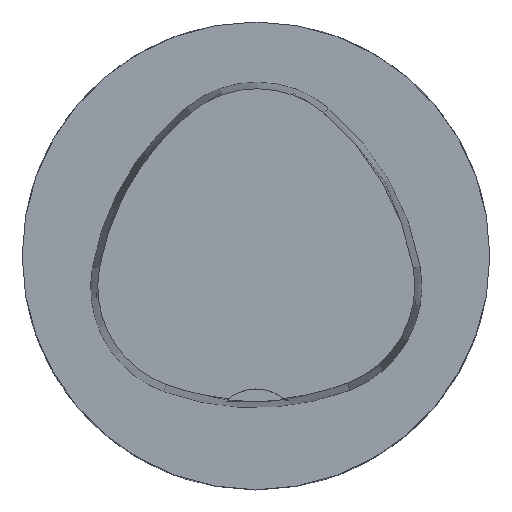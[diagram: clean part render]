
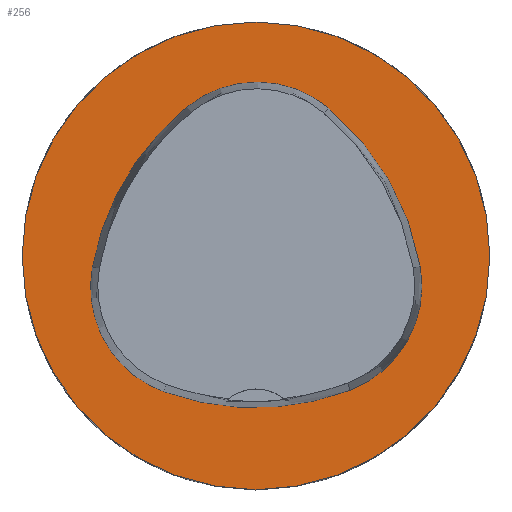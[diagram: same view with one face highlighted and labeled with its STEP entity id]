
A CAD part, top view. The second image highlights one B-rep face of the part: STEP entity #256.
In plain terms, the highlighted planar face has unit normal (0, 0, 1).
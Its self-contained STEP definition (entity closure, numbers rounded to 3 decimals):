
#224=FACE_BOUND('',#367,.T.);
#225=FACE_BOUND('',#368,.T.);
#256=ADVANCED_FACE('',(#224,#225),#277,.T.);
#277=PLANE('',#855);
#367=EDGE_LOOP('',(#478,#479,#480,#481,#482,#483));
#368=EDGE_LOOP('',(#484));
#478=ORIENTED_EDGE('',*,*,#636,.T.);
#479=ORIENTED_EDGE('',*,*,#616,.T.);
#480=ORIENTED_EDGE('',*,*,#620,.T.);
#481=ORIENTED_EDGE('',*,*,#623,.T.);
#482=ORIENTED_EDGE('',*,*,#626,.T.);
#483=ORIENTED_EDGE('',*,*,#634,.T.);
#484=ORIENTED_EDGE('',*,*,#607,.F.);
#552=VERTEX_POINT('',#1197);
#561=VERTEX_POINT('',#1216);
#562=VERTEX_POINT('',#1217);
#565=VERTEX_POINT('',#1225);
#567=VERTEX_POINT('',#1231);
#569=VERTEX_POINT('',#1237);
#576=VERTEX_POINT('',#1258);
#607=EDGE_CURVE('',#552,#552,#669,.T.);
#616=EDGE_CURVE('',#561,#562,#670,.T.);
#620=EDGE_CURVE('',#562,#565,#672,.T.);
#623=EDGE_CURVE('',#565,#567,#674,.T.);
#626=EDGE_CURVE('',#567,#569,#676,.T.);
#634=EDGE_CURVE('',#569,#576,#680,.T.);
#636=EDGE_CURVE('',#576,#561,#682,.T.);
#669=CIRCLE('',#827,31.5);
#670=CIRCLE('',#833,36.);
#672=CIRCLE('',#836,15.);
#674=CIRCLE('',#839,36.);
#676=CIRCLE('',#842,15.);
#680=CIRCLE('',#847,36.);
#682=CIRCLE('',#850,15.);
#827=AXIS2_PLACEMENT_3D('',#1196,#987,#988);
#833=AXIS2_PLACEMENT_3D('',#1215,#1003,#1004);
#836=AXIS2_PLACEMENT_3D('',#1224,#1011,#1012);
#839=AXIS2_PLACEMENT_3D('',#1230,#1018,#1019);
#842=AXIS2_PLACEMENT_3D('',#1236,#1025,#1026);
#847=AXIS2_PLACEMENT_3D('',#1259,#1037,#1038);
#850=AXIS2_PLACEMENT_3D('',#1262,#1043,#1044);
#855=AXIS2_PLACEMENT_3D('',#1267,#1053,#1054);
#987=DIRECTION('',(0.,0.,-1.));
#988=DIRECTION('',(-1.,0.,0.));
#1003=DIRECTION('',(0.,0.,-1.));
#1004=DIRECTION('',(-1.,0.,0.));
#1011=DIRECTION('',(0.,0.,-1.));
#1012=DIRECTION('',(-1.,0.,0.));
#1018=DIRECTION('',(0.,0.,-1.));
#1019=DIRECTION('',(-1.,0.,0.));
#1025=DIRECTION('',(0.,0.,-1.));
#1026=DIRECTION('',(-1.,0.,0.));
#1037=DIRECTION('',(0.,0.,-1.));
#1038=DIRECTION('',(-1.,0.,0.));
#1043=DIRECTION('',(0.,0.,-1.));
#1044=DIRECTION('',(-1.,0.,0.));
#1053=DIRECTION('',(0.,0.,1.));
#1054=DIRECTION('',(1.,0.,0.));
#1196=CARTESIAN_POINT('',(0.,0.,0.));
#1197=CARTESIAN_POINT('',(-31.5,0.,0.));
#1215=CARTESIAN_POINT('',(13.398,-7.893,0.));
#1216=CARTESIAN_POINT('',(-22.041,-1.562,0.));
#1217=CARTESIAN_POINT('',(-9.317,20.036,0.));
#1224=CARTESIAN_POINT('',(0.148,8.399,0.));
#1225=CARTESIAN_POINT('',(9.779,19.898,0.));
#1230=CARTESIAN_POINT('',(-13.337,-7.7,0.));
#1231=CARTESIAN_POINT('',(22.122,-1.48,0.));
#1236=CARTESIAN_POINT('',(7.347,-4.071,0.));
#1237=CARTESIAN_POINT('',(12.693,-18.087,0.));
#1258=CARTESIAN_POINT('',(-12.373,-18.307,0.));
#1259=CARTESIAN_POINT('',(-0.137,15.55,0.));
#1262=CARTESIAN_POINT('',(-7.275,-4.2,0.));
#1267=CARTESIAN_POINT('',(0.,0.,0.));
